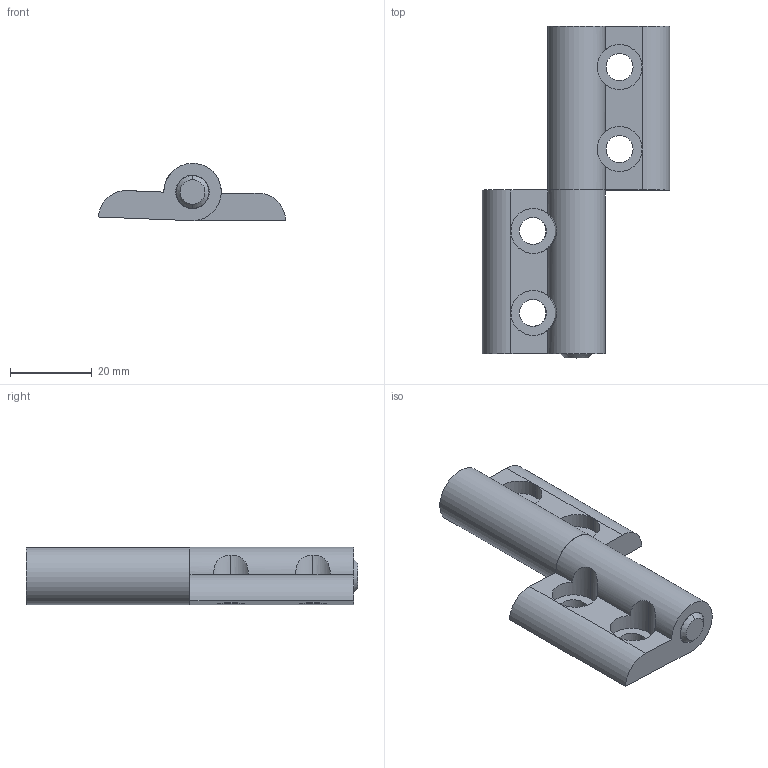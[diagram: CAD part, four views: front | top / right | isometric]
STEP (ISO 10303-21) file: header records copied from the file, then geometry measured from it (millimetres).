
FILE_DESCRIPTION (( 'STEP AP203' ), '1' );
FILE_NAME ('084.500.001.STEP', '2013-01-28T10:05:24', ( 'Alusic' ), ( 'Alusic' ), 'SwSTEP 2.0', 'SolidWorks 2011', '' );
FILE_SCHEMA (( 'CONFIG_CONTROL_DESIGN' ));
Length unit declared in the file: millimetre
Products named in the file (3): SEMI CERNIERA_084.500.001.A; 084.500.001; PERNO CERNIERA_084.500.001.B
Assembly tree (3 placements, depth 2):
  084.500.001
    PERNO CERNIERA_084.500.001.B
    SEMI CERNIERA_084.500.001.A  x2
Bounding box: 45.66 x 81 x 13.99 mm (x, y, z)
Volume: 18641.9 mm3; surface area: 11613.8 mm2
Topology: 3 solids, 3 shells, 170 faces, 400 edges, 236 vertices
Faces by surface type: plane 138, cylinder 28, cone 4
Entity records: 4615 total; most frequent: CARTESIAN_POINT 798, DIRECTION 774, ORIENTED_EDGE 700, EDGE_CURVE 350, AXIS2_PLACEMENT_3D 272, VECTOR 230, LINE 230, VERTEX_POINT 204
